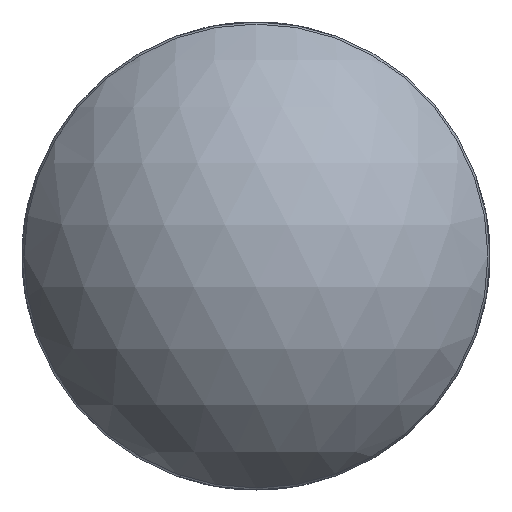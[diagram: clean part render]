
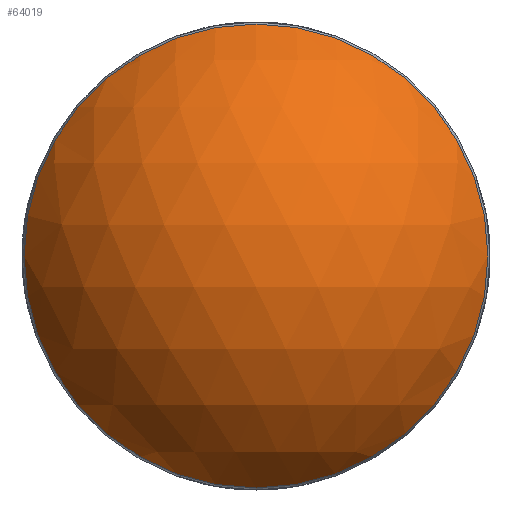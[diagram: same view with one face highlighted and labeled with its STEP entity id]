
A CAD part, left-side view. The second image highlights one B-rep face of the part: STEP entity #64019.
In plain terms, the highlighted spherical face has radius 15 mm.
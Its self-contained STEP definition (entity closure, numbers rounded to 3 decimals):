
#34=SPHERICAL_SURFACE('',#69185,15.);
#209=CIRCLE('',#69186,13.232);
#1283=FACE_OUTER_BOUND('',#6413,.T.);
#6413=EDGE_LOOP('',(#38756));
#22572=VERTEX_POINT('',#73716);
#28113=EDGE_CURVE('',#22572,#22572,#209,.T.);
#38756=ORIENTED_EDGE('',*,*,#28113,.F.);
#64019=ADVANCED_FACE('',(#1283),#34,.T.);
#69185=AXIS2_PLACEMENT_3D('',#73715,#70429,#70430);
#69186=AXIS2_PLACEMENT_3D('',#73717,#70431,#70432);
#70429=DIRECTION('center_axis',(0.,0.,
1.));
#70430=DIRECTION('ref_axis',(-1.,-0.001,0.));
#70431=DIRECTION('center_axis',(1.,0.,0.));
#70432=DIRECTION('ref_axis',(0.,0.,-1.));
#73715=CARTESIAN_POINT('Origin',(-8.5,0.,0.));
#73716=CARTESIAN_POINT('',(-15.565,0.,13.232));
#73717=CARTESIAN_POINT('Origin',(-15.565,0.,0.));
